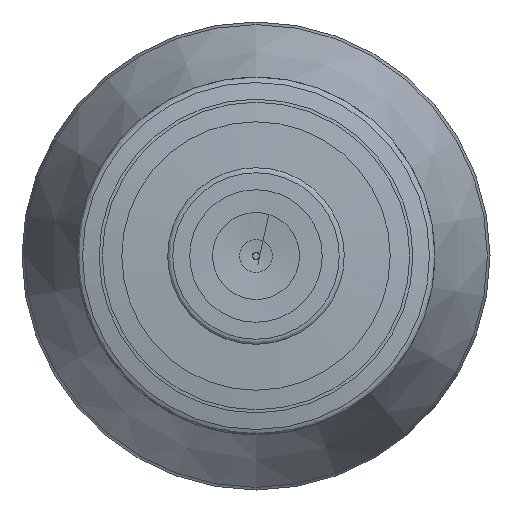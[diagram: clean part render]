
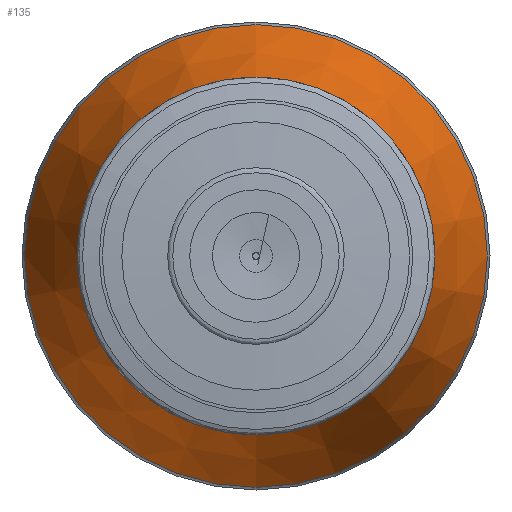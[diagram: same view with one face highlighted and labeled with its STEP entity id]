
A CAD part, left-side view. The second image highlights one B-rep face of the part: STEP entity #135.
In plain terms, the highlighted conical face has half-angle 20.556 degrees and reference radius 16.809 mm.
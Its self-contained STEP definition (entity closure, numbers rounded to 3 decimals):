
#120=CONICAL_SURFACE('',#515,16.809,20.556);
#135=ADVANCED_FACE('',(#191,#192),#120,.T.);
#191=FACE_BOUND('',#260,.T.);
#192=FACE_BOUND('',#261,.T.);
#260=EDGE_LOOP('',(#332));
#261=EDGE_LOOP('',(#333));
#332=ORIENTED_EDGE('',*,*,#428,.T.);
#333=ORIENTED_EDGE('',*,*,#427,.F.);
#391=VERTEX_POINT('',#725);
#392=VERTEX_POINT('',#728);
#427=EDGE_CURVE('',#391,#391,#463,.T.);
#428=EDGE_CURVE('',#392,#392,#464,.T.);
#463=CIRCLE('',#512,16.809);
#464=CIRCLE('',#514,12.818);
#512=AXIS2_PLACEMENT_3D('',#724,#595,#596);
#514=AXIS2_PLACEMENT_3D('',#727,#599,#600);
#515=AXIS2_PLACEMENT_3D('',#729,#601,#602);
#595=DIRECTION('',(1.,0.,0.));
#596=DIRECTION('',(0.,0.,1.));
#599=DIRECTION('',(1.,0.,0.));
#600=DIRECTION('',(0.,0.,1.));
#601=DIRECTION('',(1.,0.,0.));
#602=DIRECTION('',(0.,0.,-1.));
#724=CARTESIAN_POINT('',(68.491,0.,0.));
#725=CARTESIAN_POINT('',(68.491,0.,16.809));
#727=CARTESIAN_POINT('',(57.849,0.,0.));
#728=CARTESIAN_POINT('',(57.849,0.,12.818));
#729=CARTESIAN_POINT('',(68.491,0.,0.));
